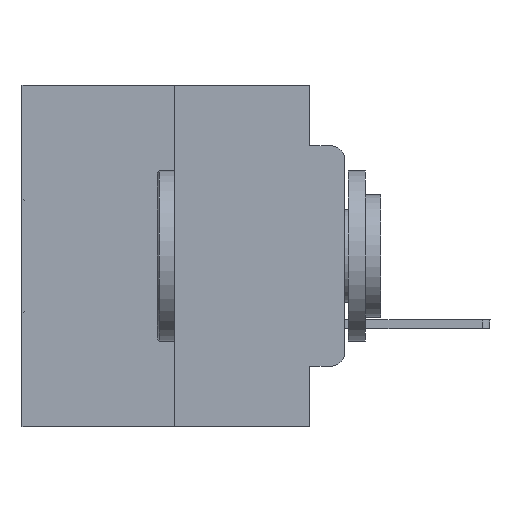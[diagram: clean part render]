
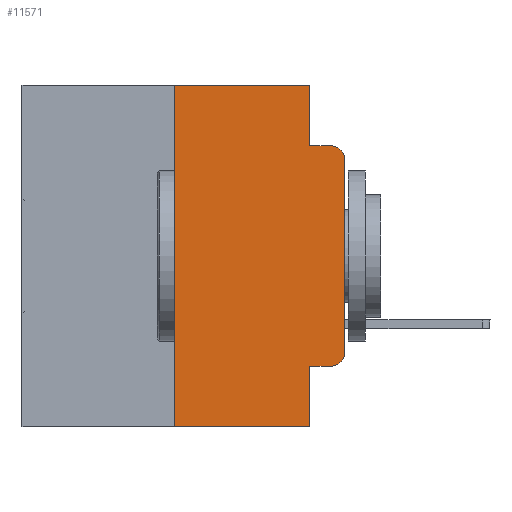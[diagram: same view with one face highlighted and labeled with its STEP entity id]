
A CAD part, left-side view. The second image highlights one B-rep face of the part: STEP entity #11571.
In plain terms, the highlighted planar face has unit normal (-1, 0, 0).
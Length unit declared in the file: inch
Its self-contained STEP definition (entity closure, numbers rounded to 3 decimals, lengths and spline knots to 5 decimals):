
#528 = CARTESIAN_POINT ( 'NONE',  ( 0., 0.051, 0. ) ) ;
#967 = EDGE_CURVE ( 'NONE', #15819, #23847, #16628, .T. ) ;
#1584 = CARTESIAN_POINT ( 'NONE',  ( 0., 0.25, 0. ) ) ;
#1990 = VECTOR ( 'NONE', #8397, 39.37008 ) ;
#3249 = CARTESIAN_POINT ( 'NONE',  ( 0., 0.473, 0. ) ) ;
#3502 = CARTESIAN_POINT ( 'NONE',  ( 0., 0.02, -0.3915 ) ) ;
#3626 = CARTESIAN_POINT ( 'NONE',  ( 0., 0.473, 0. ) ) ;
#3810 = DIRECTION ( 'NONE',  ( 0., 0., -1. ) ) ;
#3923 = DIRECTION ( 'NONE',  ( -1., 0., 0. ) ) ;
#4224 = VECTOR ( 'NONE', #22255, 39.37008 ) ;
#4249 = AXIS2_PLACEMENT_3D ( 'NONE', #3502, #22873, #24190 ) ;
#4510 = ORIENTED_EDGE ( 'NONE', *, *, #12670, .F. ) ;
#5095 = CARTESIAN_POINT ( 'NONE',  ( 0., 0., 0. ) ) ;
#5899 = DIRECTION ( 'NONE',  ( 0., -1., 0. ) ) ;
#6029 = ORIENTED_EDGE ( 'NONE', *, *, #967, .F. ) ;
#6035 = CARTESIAN_POINT ( 'NONE',  ( 0., 0.051, -0.4115 ) ) ;
#6143 = DIRECTION ( 'NONE',  ( 0., 0., -1. ) ) ;
#6854 = CIRCLE ( 'NONE', #4249, 0.02 ) ;
#7190 = VERTEX_POINT ( 'NONE', #16707 ) ;
#7856 = CARTESIAN_POINT ( 'NONE',  ( 0., 0.051, -0.5 ) ) ;
#8106 = ORIENTED_EDGE ( 'NONE', *, *, #27169, .F. ) ;
#8229 = LINE ( 'NONE', #6035, #1990 ) ;
#8313 = EDGE_CURVE ( 'NONE', #29917, #7190, #23778, .T. ) ;
#8397 = DIRECTION ( 'NONE',  ( 0., -1., 0. ) ) ;
#8626 = VERTEX_POINT ( 'NONE', #8927 ) ;
#8841 = VECTOR ( 'NONE', #6143, 39.37008 ) ;
#8927 = CARTESIAN_POINT ( 'NONE',  ( 0., 0., -0.3915 ) ) ;
#9564 = EDGE_CURVE ( 'NONE', #13678, #8626, #6854, .T. ) ;
#9763 = LINE ( 'NONE', #24753, #13108 ) ;
#9881 = AXIS2_PLACEMENT_3D ( 'NONE', #25116, #3923, #3810 ) ;
#9946 = CARTESIAN_POINT ( 'NONE',  ( 0., 0., -0.1085 ) ) ;
#10674 = VECTOR ( 'NONE', #19032, 39.37008 ) ;
#11225 = LINE ( 'NONE', #20318, #4224 ) ;
#11571 = ADVANCED_FACE ( 'NONE', ( #27340 ), #19568, .F. ) ;
#12555 = DIRECTION ( 'NONE',  ( 0., 0., -1. ) ) ;
#12670 = EDGE_CURVE ( 'NONE', #21810, #29917, #26168, .T. ) ;
#12695 = ORIENTED_EDGE ( 'NONE', *, *, #17700, .T. ) ;
#13108 = VECTOR ( 'NONE', #22383, 39.37008 ) ;
#13399 = LINE ( 'NONE', #5095, #25121 ) ;
#13678 = VERTEX_POINT ( 'NONE', #27467 ) ;
#14067 = VERTEX_POINT ( 'NONE', #29342 ) ;
#14481 = CARTESIAN_POINT ( 'NONE',  ( 0., 0.051, 0. ) ) ;
#14497 = EDGE_LOOP ( 'NONE', ( #23549, #17623, #8106, #18743, #4510, #17579, #19673, #6029, #12695, #25361 ) ) ;
#14572 = AXIS2_PLACEMENT_3D ( 'NONE', #3249, #21910, #12555 ) ;
#15050 = VERTEX_POINT ( 'NONE', #9946 ) ;
#15191 = VECTOR ( 'NONE', #5899, 39.37008 ) ;
#15819 = VERTEX_POINT ( 'NONE', #30430 ) ;
#16523 = CARTESIAN_POINT ( 'NONE',  ( 0., 0.02, -0.0885 ) ) ;
#16617 = EDGE_CURVE ( 'NONE', #14067, #23847, #9763, .T. ) ;
#16628 = LINE ( 'NONE', #22729, #8841 ) ;
#16707 = CARTESIAN_POINT ( 'NONE',  ( 0., 0.051, -0.0885 ) ) ;
#17579 = ORIENTED_EDGE ( 'NONE', *, *, #30224, .F. ) ;
#17623 = ORIENTED_EDGE ( 'NONE', *, *, #25773, .T. ) ;
#17700 = EDGE_CURVE ( 'NONE', #15819, #13678, #8229, .T. ) ;
#18743 = ORIENTED_EDGE ( 'NONE', *, *, #8313, .F. ) ;
#18843 = CARTESIAN_POINT ( 'NONE',  ( 0., 0.051, -0.0885 ) ) ;
#19032 = DIRECTION ( 'NONE',  ( 0., -1., 0. ) ) ;
#19568 = PLANE ( 'NONE',  #14572 ) ;
#19633 = LINE ( 'NONE', #18843, #10674 ) ;
#19673 = ORIENTED_EDGE ( 'NONE', *, *, #16617, .T. ) ;
#20318 = CARTESIAN_POINT ( 'NONE',  ( 0., 0.25, 0. ) ) ;
#21810 = VERTEX_POINT ( 'NONE', #1584 ) ;
#21910 = DIRECTION ( 'NONE',  ( 1., 0., 0. ) ) ;
#22255 = DIRECTION ( 'NONE',  ( 0., 0., 1. ) ) ;
#22383 = DIRECTION ( 'NONE',  ( 0., -1., 0. ) ) ;
#22729 = CARTESIAN_POINT ( 'NONE',  ( 0., 0.051, 0. ) ) ;
#22873 = DIRECTION ( 'NONE',  ( -1., 0., 0. ) ) ;
#23549 = ORIENTED_EDGE ( 'NONE', *, *, #26624, .T. ) ;
#23778 = LINE ( 'NONE', #528, #27042 ) ;
#23847 = VERTEX_POINT ( 'NONE', #7856 ) ;
#24190 = DIRECTION ( 'NONE',  ( 0., 0., -1. ) ) ;
#24753 = CARTESIAN_POINT ( 'NONE',  ( 0., 0.473, -0.5 ) ) ;
#25116 = CARTESIAN_POINT ( 'NONE',  ( 0., 0.02, -0.1085 ) ) ;
#25121 = VECTOR ( 'NONE', #28338, 39.37008 ) ;
#25361 = ORIENTED_EDGE ( 'NONE', *, *, #9564, .T. ) ;
#25773 = EDGE_CURVE ( 'NONE', #15050, #25923, #29895, .T. ) ;
#25923 = VERTEX_POINT ( 'NONE', #16523 ) ;
#26168 = LINE ( 'NONE', #3626, #15191 ) ;
#26624 = EDGE_CURVE ( 'NONE', #8626, #15050, #13399, .T. ) ;
#26625 = DIRECTION ( 'NONE',  ( 0., 0., -1. ) ) ;
#27042 = VECTOR ( 'NONE', #26625, 39.37008 ) ;
#27169 = EDGE_CURVE ( 'NONE', #7190, #25923, #19633, .T. ) ;
#27340 = FACE_OUTER_BOUND ( 'NONE', #14497, .T. ) ;
#27467 = CARTESIAN_POINT ( 'NONE',  ( 0., 0.02, -0.4115 ) ) ;
#28338 = DIRECTION ( 'NONE',  ( 0., 0., 1. ) ) ;
#29342 = CARTESIAN_POINT ( 'NONE',  ( 0., 0.25, -0.5 ) ) ;
#29895 = CIRCLE ( 'NONE', #9881, 0.02 ) ;
#29917 = VERTEX_POINT ( 'NONE', #14481 ) ;
#30224 = EDGE_CURVE ( 'NONE', #14067, #21810, #11225, .T. ) ;
#30430 = CARTESIAN_POINT ( 'NONE',  ( 0., 0.051, -0.4115 ) ) ;
